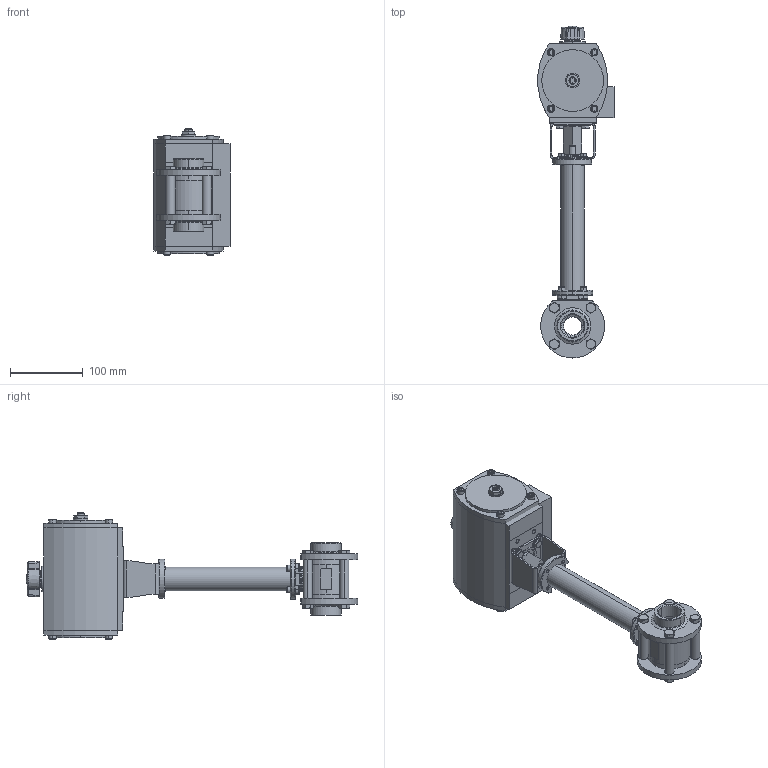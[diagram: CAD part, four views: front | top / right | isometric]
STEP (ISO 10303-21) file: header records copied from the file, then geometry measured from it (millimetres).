
FILE_DESCRIPTION((''),'2;1');
FILE_NAME('BASE_CY_ASM','2023-06-29T14:06:51',('ENE'),('MECA-INOX'),'CREO PARAMETRIC BY PTC INC, 2022364','CREO PARAMETRIC BY PTC INC, 2022364','');
FILE_SCHEMA(('CONFIG_CONTROL_DESIGN'));
Length unit declared in the file: millimetre
Products named in the file (16): 042503FP4NICYMO_SL_IGES; KY4I025_BT_0001_ASM; 242030_F05I; 242029_C14I; 5RMN06_____A2; 5TH06-012__A2; 5RMN05_____A2; 5TH05-012__A2; KPNI420_0514_ASM; TRUTORQ_CORPS_TDA-TSR8; TRUTORQ_FLASQUE_TDA-TSR8_D; TRUTORQ_FLASQUE_TDA-TSR8_G; TRUTORQ_IND_T4-T12; 2TRUTORQ_TDA-TRS8_IND_ASM; LTGNI425L; BASE_CY_ASM
Assembly tree (28 placements, depth 3):
  BASE_CY_ASM
    KY4I025_BT_0001_ASM
      042503FP4NICYMO_SL_IGES
    KPNI420_0514_ASM
      242030_F05I
      242029_C14I
      5RMN06_____A2  x4
      5TH06-012__A2  x4
      5RMN05_____A2  x4
      5TH05-012__A2  x4
    2TRUTORQ_TDA-TRS8_IND_ASM
      TRUTORQ_CORPS_TDA-TSR8
      TRUTORQ_FLASQUE_TDA-TSR8_D
      TRUTORQ_FLASQUE_TDA-TSR8_G
      TRUTORQ_IND_T4-T12
    LTGNI425L  x2
Bounding box: 104.67 x 457.08 x 173.5 mm (x, y, z)
Volume: 2042932.8 mm3; surface area: 275277.9 mm2
Topology: 31 solids, 68 shells, 1485 faces, 3474 edges, 2147 vertices
Faces by surface type: plane 623, cylinder 450, cone 298, torus 86, sphere 18, bspline 10
Entity records: 36452 total; most frequent: CARTESIAN_POINT 7753, DIRECTION 6242, ORIENTED_EDGE 5592, EDGE_CURVE 2844, AXIS2_PLACEMENT_3D 2384, VERTEX_POINT 1791, VECTOR 1474, LINE 1474
